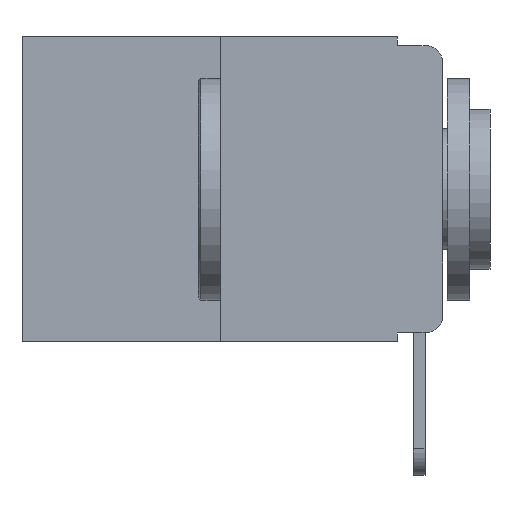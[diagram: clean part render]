
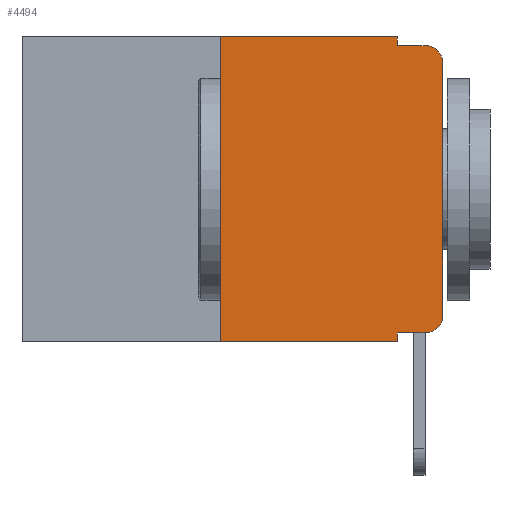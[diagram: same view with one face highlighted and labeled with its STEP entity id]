
A CAD part, left-side view. The second image highlights one B-rep face of the part: STEP entity #4494.
In plain terms, the highlighted planar face has unit normal (-1, 0, 0).
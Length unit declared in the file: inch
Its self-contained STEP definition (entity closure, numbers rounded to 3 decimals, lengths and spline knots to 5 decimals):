
#96 = CARTESIAN_POINT ( 'NONE',  ( 0., 0.473, -0.343 ) ) ;
#213 = ORIENTED_EDGE ( 'NONE', *, *, #4014, .T. ) ;
#334 = ORIENTED_EDGE ( 'NONE', *, *, #1488, .T. ) ;
#483 = EDGE_CURVE ( 'NONE', #11207, #4523, #12896, .T. ) ;
#565 = CARTESIAN_POINT ( 'NONE',  ( 0., 0.473, 0. ) ) ;
#731 = ORIENTED_EDGE ( 'NONE', *, *, #483, .F. ) ;
#759 = LINE ( 'NONE', #9320, #6522 ) ;
#776 = VECTOR ( 'NONE', #6561, 39.37008 ) ;
#901 = CARTESIAN_POINT ( 'NONE',  ( 0., 0.051, -0.01 ) ) ;
#1074 = ORIENTED_EDGE ( 'NONE', *, *, #11356, .F. ) ;
#1091 = ORIENTED_EDGE ( 'NONE', *, *, #10303, .F. ) ;
#1265 = DIRECTION ( 'NONE',  ( 0., -1., 0. ) ) ;
#1488 = EDGE_CURVE ( 'NONE', #5914, #4132, #759, .T. ) ;
#1533 = EDGE_CURVE ( 'NONE', #8793, #4083, #8644, .T. ) ;
#1866 = DIRECTION ( 'NONE',  ( 1., 0., 0. ) ) ;
#2224 = ORIENTED_EDGE ( 'NONE', *, *, #4757, .F. ) ;
#2272 = CARTESIAN_POINT ( 'NONE',  ( 0., 0.051, 0. ) ) ;
#2303 = DIRECTION ( 'NONE',  ( 0., 0., -1. ) ) ;
#2593 = FACE_OUTER_BOUND ( 'NONE', #9636, .T. ) ;
#2765 = LINE ( 'NONE', #3411, #10461 ) ;
#3236 = DIRECTION ( 'NONE',  ( -1., 0., 0. ) ) ;
#3411 = CARTESIAN_POINT ( 'NONE',  ( 0., 0.051, -0.01 ) ) ;
#3432 = CARTESIAN_POINT ( 'NONE',  ( 0., 0.02, -0.333 ) ) ;
#3467 = ORIENTED_EDGE ( 'NONE', *, *, #1533, .T. ) ;
#3594 = VECTOR ( 'NONE', #5008, 39.37008 ) ;
#3831 = ORIENTED_EDGE ( 'NONE', *, *, #5208, .T. ) ;
#4003 = CIRCLE ( 'NONE', #5987, 0.02 ) ;
#4014 = EDGE_CURVE ( 'NONE', #4132, #6260, #4003, .T. ) ;
#4083 = VERTEX_POINT ( 'NONE', #7525 ) ;
#4132 = VERTEX_POINT ( 'NONE', #3432 ) ;
#4322 = AXIS2_PLACEMENT_3D ( 'NONE', #12558, #12527, #9009 ) ;
#4494 = ADVANCED_FACE ( 'NONE', ( #2593 ), #7162, .F. ) ;
#4521 = DIRECTION ( 'NONE',  ( 0., -1., 0. ) ) ;
#4523 = VERTEX_POINT ( 'NONE', #9305 ) ;
#4757 = EDGE_CURVE ( 'NONE', #5224, #4083, #2765, .T. ) ;
#4884 = LINE ( 'NONE', #9239, #7273 ) ;
#5008 = DIRECTION ( 'NONE',  ( 0., -1., 0. ) ) ;
#5028 = ORIENTED_EDGE ( 'NONE', *, *, #9172, .F. ) ;
#5109 = ORIENTED_EDGE ( 'NONE', *, *, #12574, .T. ) ;
#5112 = CARTESIAN_POINT ( 'NONE',  ( 0., 0.473, 0. ) ) ;
#5195 = VERTEX_POINT ( 'NONE', #11425 ) ;
#5208 = EDGE_CURVE ( 'NONE', #6260, #8793, #6233, .T. ) ;
#5224 = VERTEX_POINT ( 'NONE', #901 ) ;
#5280 = CARTESIAN_POINT ( 'NONE',  ( 0., 0., 0. ) ) ;
#5482 = AXIS2_PLACEMENT_3D ( 'NONE', #5112, #1866, #9258 ) ;
#5914 = VERTEX_POINT ( 'NONE', #7179 ) ;
#5987 = AXIS2_PLACEMENT_3D ( 'NONE', #9508, #3236, #10530 ) ;
#6233 = LINE ( 'NONE', #5280, #11390 ) ;
#6260 = VERTEX_POINT ( 'NONE', #7674 ) ;
#6296 = DIRECTION ( 'NONE',  ( 0., 0., 1. ) ) ;
#6522 = VECTOR ( 'NONE', #9318, 39.37008 ) ;
#6561 = DIRECTION ( 'NONE',  ( 0., 0., -1. ) ) ;
#6890 = CARTESIAN_POINT ( 'NONE',  ( 0., 0.25, 0. ) ) ;
#7162 = PLANE ( 'NONE',  #5482 ) ;
#7179 = CARTESIAN_POINT ( 'NONE',  ( 0., 0.051, -0.333 ) ) ;
#7273 = VECTOR ( 'NONE', #10281, 39.37008 ) ;
#7525 = CARTESIAN_POINT ( 'NONE',  ( 0., 0.02, -0.01 ) ) ;
#7674 = CARTESIAN_POINT ( 'NONE',  ( 0., 0., -0.313 ) ) ;
#8288 = LINE ( 'NONE', #11711, #11336 ) ;
#8644 = CIRCLE ( 'NONE', #4322, 0.02 ) ;
#8793 = VERTEX_POINT ( 'NONE', #13083 ) ;
#9009 = DIRECTION ( 'NONE',  ( 0., 0., -1. ) ) ;
#9172 = EDGE_CURVE ( 'NONE', #5914, #10633, #11683, .T. ) ;
#9239 = CARTESIAN_POINT ( 'NONE',  ( 0., 0.25, 0. ) ) ;
#9258 = DIRECTION ( 'NONE',  ( 0., 0., -1. ) ) ;
#9305 = CARTESIAN_POINT ( 'NONE',  ( 0., 0.051, 0. ) ) ;
#9318 = DIRECTION ( 'NONE',  ( 0., -1., 0. ) ) ;
#9320 = CARTESIAN_POINT ( 'NONE',  ( 0., 0.051, -0.333 ) ) ;
#9508 = CARTESIAN_POINT ( 'NONE',  ( 0., 0.02, -0.313 ) ) ;
#9636 = EDGE_LOOP ( 'NONE', ( #3831, #3467, #2224, #1091, #731, #1074, #5109, #5028, #334, #213 ) ) ;
#10184 = VECTOR ( 'NONE', #1265, 39.37008 ) ;
#10281 = DIRECTION ( 'NONE',  ( 0., 0., 1. ) ) ;
#10303 = EDGE_CURVE ( 'NONE', #4523, #5224, #8288, .T. ) ;
#10461 = VECTOR ( 'NONE', #4521, 39.37008 ) ;
#10530 = DIRECTION ( 'NONE',  ( 0., 0., -1. ) ) ;
#10633 = VERTEX_POINT ( 'NONE', #11135 ) ;
#11135 = CARTESIAN_POINT ( 'NONE',  ( 0., 0.051, -0.343 ) ) ;
#11207 = VERTEX_POINT ( 'NONE', #6890 ) ;
#11336 = VECTOR ( 'NONE', #2303, 39.37008 ) ;
#11356 = EDGE_CURVE ( 'NONE', #5195, #11207, #4884, .T. ) ;
#11390 = VECTOR ( 'NONE', #6296, 39.37008 ) ;
#11425 = CARTESIAN_POINT ( 'NONE',  ( 0., 0.25, -0.343 ) ) ;
#11683 = LINE ( 'NONE', #2272, #776 ) ;
#11711 = CARTESIAN_POINT ( 'NONE',  ( 0., 0.051, 0. ) ) ;
#12527 = DIRECTION ( 'NONE',  ( -1., 0., 0. ) ) ;
#12558 = CARTESIAN_POINT ( 'NONE',  ( 0., 0.02, -0.03 ) ) ;
#12574 = EDGE_CURVE ( 'NONE', #5195, #10633, #12818, .T. ) ;
#12818 = LINE ( 'NONE', #96, #10184 ) ;
#12896 = LINE ( 'NONE', #565, #3594 ) ;
#13083 = CARTESIAN_POINT ( 'NONE',  ( 0., 0., -0.03 ) ) ;
